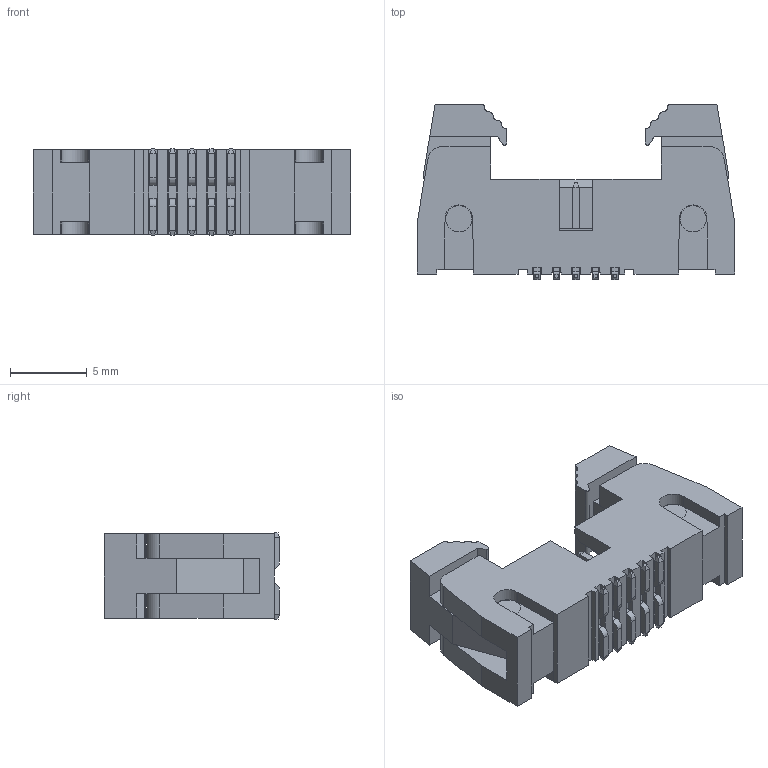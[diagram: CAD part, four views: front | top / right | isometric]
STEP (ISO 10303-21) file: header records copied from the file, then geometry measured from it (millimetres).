
FILE_DESCRIPTION(('FreeCAD Model'),'2;1');
FILE_NAME('Open CASCADE Shape Model','2023-03-27T11:03:21',(''),(''), 'Open CASCADE STEP processor 7.6','FreeCAD','Unknown');
FILE_SCHEMA(('AUTOMOTIVE_DESIGN { 1 0 10303 214 1 1 1 1 }'));
Length unit declared in the file: millimetre
Products named in the file (4): 2196SM-10X; 801-2196-10; 804A-2196-01; 802-2196SM
Assembly tree (13 placements, depth 2):
  2196SM-10X
    801-2196-10
    804A-2196-01  x2
    802-2196SM  x10
Bounding box: 20.7 x 11.4 x 5.6 mm (x, y, z)
Volume: 702.4 mm3; surface area: 1450.3 mm2
Topology: 13 solids, 13 shells, 383 faces, 973 edges, 620 vertices
Faces by surface type: plane 329, cylinder 54
Full cylindrical faces by diameter (mm): 1.71 x8
Entity records: 6449 total; most frequent: CARTESIAN_POINT 1110, ORIENTED_EDGE 1082, DIRECTION 999, EDGE_CURVE 541, LINE 485, VECTOR 485, VERTEX_POINT 356, AXIS2_PLACEMENT_3D 257
